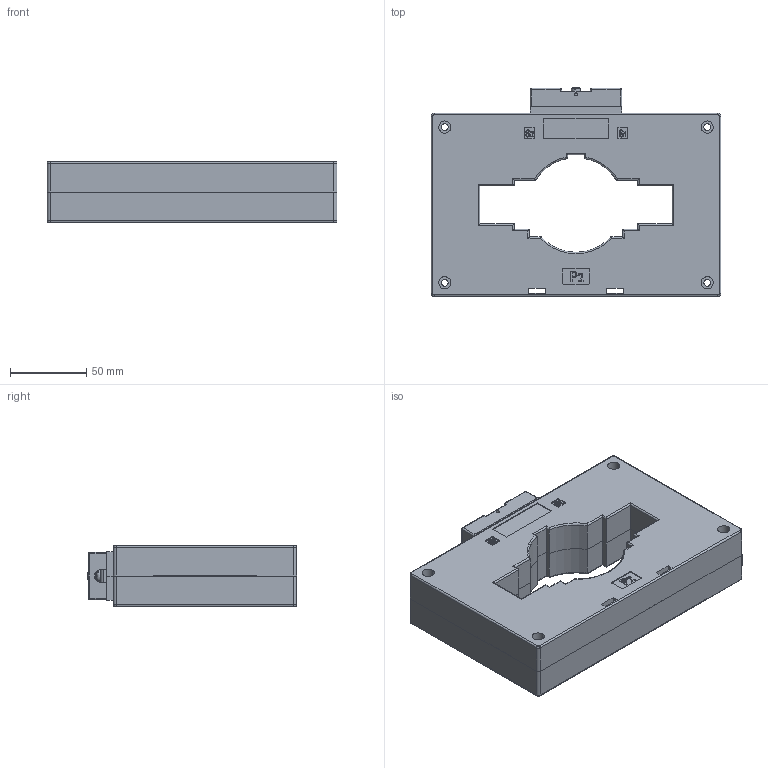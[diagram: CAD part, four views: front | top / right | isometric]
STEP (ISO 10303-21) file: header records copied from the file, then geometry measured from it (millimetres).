
FILE_DESCRIPTION (( 'STEP AP203' ), '1' );
FILE_NAME ('120壳装配带盖.STEP', '2024-01-11T02:02:27', ( '微软用户' ), ( '微软中国' ), 'SwSTEP 2.0', 'SolidWorks 2019', '' );
FILE_SCHEMA (( 'CONFIG_CONTROL_DESIGN' ));
Length unit declared in the file: millimetre
Products named in the file (9): 裔; 諉盄蹟佪; 蹟隊; 120褲蚾饜湍裔; 諉盄啣; M4蹟譫; 120P1; 120P2; 肣И璃5x10陔
Assembly tree (11 placements, depth 2):
  120褲蚾饜湍裔
    120P1
    120P2
    裔
    M4蹟譫
    肣И璃5x10陔  x2
    諉盄啣  x2
    諉盄蹟佪  x2
    蹟隊
Bounding box: 190 x 137 x 40 mm (x, y, z)
Volume: 161017.2 mm3; surface area: 171522.7 mm2
Topology: 11 solids, 11 shells, 1288 faces, 3399 edges, 2197 vertices
Faces by surface type: plane 779, cylinder 323, bspline 89, cone 57, torus 24, sphere 16
Entity records: 43707 total; most frequent: CARTESIAN_POINT 12951, ORIENTED_EDGE 6390, DIRECTION 5796, EDGE_CURVE 3195, LINE 2312, VECTOR 2312, VERTEX_POINT 2077, AXIS2_PLACEMENT_3D 1742
